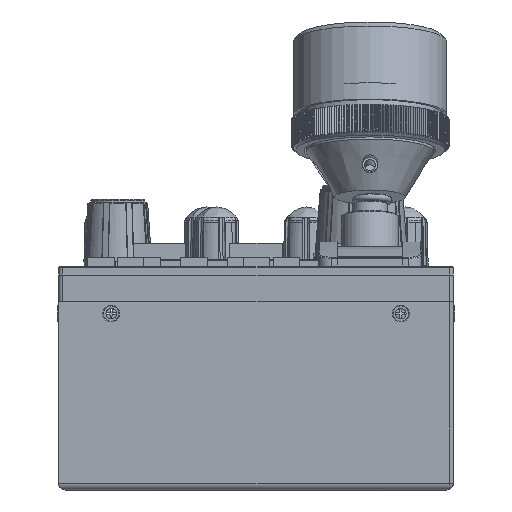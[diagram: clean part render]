
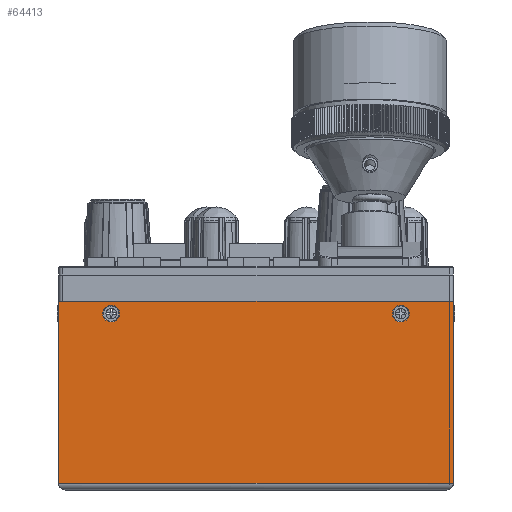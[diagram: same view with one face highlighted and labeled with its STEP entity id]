
A CAD part, front view. The second image highlights one B-rep face of the part: STEP entity #64413.
In plain terms, the highlighted planar face has unit normal (0, -1, 0).
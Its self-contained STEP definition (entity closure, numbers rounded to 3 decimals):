
#3811 = EDGE_LOOP ( 'NONE', ( #41654 ) ) ;
#5334 = CIRCLE ( 'NONE', #100334, 1.9 ) ;
#6175 = DIRECTION ( 'NONE',  ( 0., 0., 1. ) ) ;
#6331 = EDGE_CURVE ( 'NONE', #32559, #92777, #49539, .T. ) ;
#6585 = AXIS2_PLACEMENT_3D ( 'NONE', #14520, #93843, #8722 ) ;
#6875 = LINE ( 'NONE', #94054, #66056 ) ;
#8722 = DIRECTION ( 'NONE',  ( 0., 0., -1. ) ) ;
#9896 = DIRECTION ( 'NONE',  ( -1., 0., 0. ) ) ;
#10842 = VECTOR ( 'NONE', #6175, 1000. ) ;
#10924 = CARTESIAN_POINT ( 'NONE',  ( -67.853, -189.183, 9.536 ) ) ;
#14040 = CARTESIAN_POINT ( 'NONE',  ( -67.853, -189.183, -28.464 ) ) ;
#14520 = CARTESIAN_POINT ( 'NONE',  ( -67.853, -189.183, -28.464 ) ) ;
#15523 = FACE_BOUND ( 'NONE', #64439, .T. ) ;
#23563 = DIRECTION ( 'NONE',  ( 0., 1., 0. ) ) ;
#23857 = FACE_OUTER_BOUND ( 'NONE', #39633, .T. ) ;
#24191 = LINE ( 'NONE', #72707, #65552 ) ;
#28305 = VERTEX_POINT ( 'NONE', #37785 ) ;
#32559 = VERTEX_POINT ( 'NONE', #67846 ) ;
#34404 = CARTESIAN_POINT ( 'NONE',  ( -67.853, -189.183, -31.964 ) ) ;
#35854 = EDGE_CURVE ( 'NONE', #28305, #32559, #6875, .T. ) ;
#36172 = CIRCLE ( 'NONE', #39473, 1.9 ) ;
#37785 = CARTESIAN_POINT ( 'NONE',  ( 22.147, -189.183, -31.964 ) ) ;
#38772 = DIRECTION ( 'NONE',  ( 0., 0., 1. ) ) ;
#39473 = AXIS2_PLACEMENT_3D ( 'NONE', #48106, #23563, #79412 ) ;
#39598 = LINE ( 'NONE', #14040, #10842 ) ;
#39633 = EDGE_LOOP ( 'NONE', ( #51270, #90106, #52821, #73053 ) ) ;
#41654 = ORIENTED_EDGE ( 'NONE', *, *, #88488, .T. ) ;
#46539 = CARTESIAN_POINT ( 'NONE',  ( 10.147, -189.183, 4.836 ) ) ;
#48106 = CARTESIAN_POINT ( 'NONE',  ( 10.147, -189.183, 6.736 ) ) ;
#49539 = LINE ( 'NONE', #10924, #53122 ) ;
#51270 = ORIENTED_EDGE ( 'NONE', *, *, #70896, .F. ) ;
#52821 = ORIENTED_EDGE ( 'NONE', *, *, #35854, .T. ) ;
#53122 = VECTOR ( 'NONE', #9896, 1000. ) ;
#55667 = DIRECTION ( 'NONE',  ( 0., 1., 0. ) ) ;
#57211 = DIRECTION ( 'NONE',  ( 0., 0., -1. ) ) ;
#57307 = VERTEX_POINT ( 'NONE', #34404 ) ;
#61745 = VERTEX_POINT ( 'NONE', #85637 ) ;
#63068 = PLANE ( 'NONE',  #6585 ) ;
#64398 = DIRECTION ( 'NONE',  ( 1., 0., 0. ) ) ;
#64413 = ADVANCED_FACE ( 'NONE', ( #15523, #86967, #23857 ), #63068, .F. ) ;
#64439 = EDGE_LOOP ( 'NONE', ( #80120 ) ) ;
#65540 = CARTESIAN_POINT ( 'NONE',  ( -55.853, -189.183, 6.736 ) ) ;
#65552 = VECTOR ( 'NONE', #64398, 1000. ) ;
#66056 = VECTOR ( 'NONE', #38772, 1000. ) ;
#67846 = CARTESIAN_POINT ( 'NONE',  ( 22.147, -189.183, 9.536 ) ) ;
#70896 = EDGE_CURVE ( 'NONE', #57307, #92777, #39598, .T. ) ;
#72707 = CARTESIAN_POINT ( 'NONE',  ( 22.147, -189.183, -31.964 ) ) ;
#73053 = ORIENTED_EDGE ( 'NONE', *, *, #6331, .T. ) ;
#79412 = DIRECTION ( 'NONE',  ( 0., 0., -1. ) ) ;
#80120 = ORIENTED_EDGE ( 'NONE', *, *, #83844, .T. ) ;
#81568 = EDGE_CURVE ( 'NONE', #57307, #28305, #24191, .T. ) ;
#83844 = EDGE_CURVE ( 'NONE', #61745, #61745, #5334, .T. ) ;
#85637 = CARTESIAN_POINT ( 'NONE',  ( -55.853, -189.183, 4.836 ) ) ;
#86967 = FACE_BOUND ( 'NONE', #3811, .T. ) ;
#88488 = EDGE_CURVE ( 'NONE', #95047, #95047, #36172, .T. ) ;
#88558 = CARTESIAN_POINT ( 'NONE',  ( -67.853, -189.183, 9.536 ) ) ;
#90106 = ORIENTED_EDGE ( 'NONE', *, *, #81568, .T. ) ;
#92777 = VERTEX_POINT ( 'NONE', #88558 ) ;
#93843 = DIRECTION ( 'NONE',  ( 0., 1., 0. ) ) ;
#94054 = CARTESIAN_POINT ( 'NONE',  ( 22.147, -189.183, -28.464 ) ) ;
#95047 = VERTEX_POINT ( 'NONE', #46539 ) ;
#100334 = AXIS2_PLACEMENT_3D ( 'NONE', #65540, #55667, #57211 ) ;
